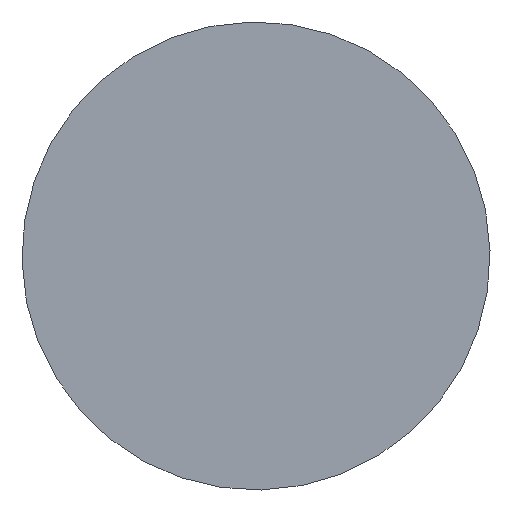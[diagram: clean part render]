
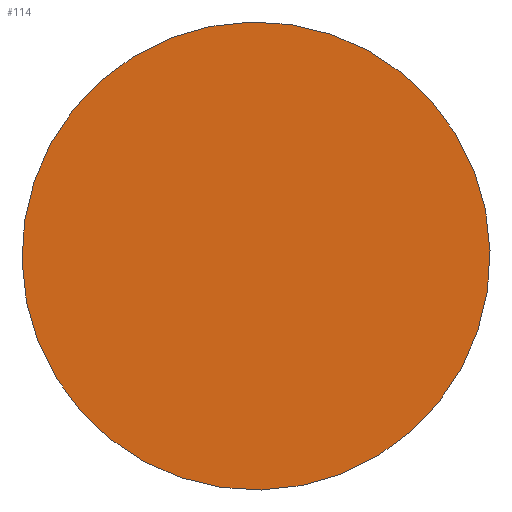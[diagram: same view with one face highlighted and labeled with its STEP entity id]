
A CAD part, front view. The second image highlights one B-rep face of the part: STEP entity #114.
In plain terms, the highlighted planar face has unit normal (0, -1, 0).
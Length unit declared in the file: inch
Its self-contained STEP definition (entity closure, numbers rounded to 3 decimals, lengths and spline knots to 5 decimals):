
#62=VERTEX_POINT('',#63);
#63=CARTESIAN_POINT('Vertex',(19.17702,0.,35.1033));
#69=EDGE_CURVE('',#62,#70,#72,.T.);
#70=VERTEX_POINT('',#71);
#71=CARTESIAN_POINT('Vertex',(-19.17702,0.,-35.1033));
#72=CIRCLE('generated circle',#73,40.);
#73=AXIS2_PLACEMENT_3D('Circle Axis2P3D',#74,#75,$);
#74=CARTESIAN_POINT('Axis2P3D Location',(0.,0.,0.));
#75=DIRECTION('Axis2P3D Direction',(0.,1.,0.));
#98=EDGE_CURVE('',#70,#62,#99,.T.);
#99=CIRCLE('generated circle',#100,40.);
#100=AXIS2_PLACEMENT_3D('Circle Axis2P3D',#101,#102,$);
#101=CARTESIAN_POINT('Axis2P3D Location',(0.,0.,0.));
#102=DIRECTION('Axis2P3D Direction',(0.,1.,0.));
#114=ADVANCED_FACE('Corps principal',(#115),#119,.F.);
#115=FACE_OUTER_BOUND('',#116,.T.);
#116=EDGE_LOOP('',(#117,#118));
#117=ORIENTED_EDGE('',*,*,#69,.F.);
#118=ORIENTED_EDGE('',*,*,#98,.F.);
#119=PLANE('Plane',#120);
#120=AXIS2_PLACEMENT_3D('Plane Axis2P3D',#121,#122,#123);
#121=CARTESIAN_POINT('Axis2P3D Location',(0.,0.,40.));
#122=DIRECTION('Axis2P3D Direction',(0.,1.,0.));
#123=DIRECTION('Axis2P3D XDirection',(1.,0.,0.));
